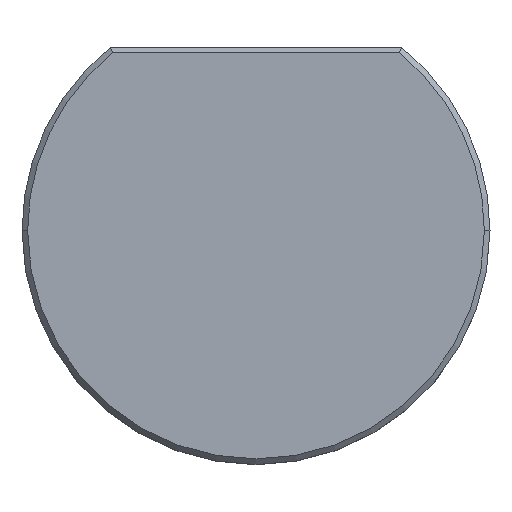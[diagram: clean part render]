
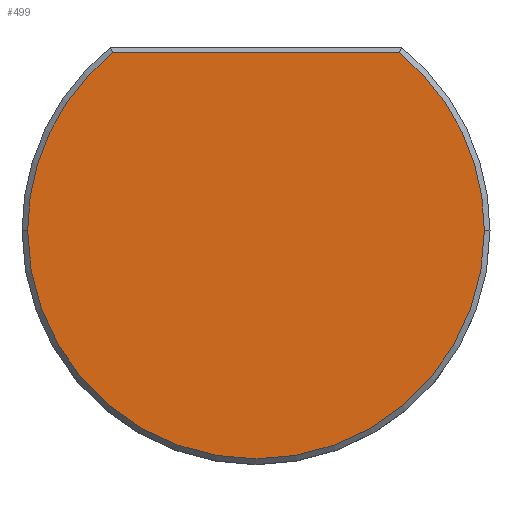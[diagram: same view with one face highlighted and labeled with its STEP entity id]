
A CAD part, top view. The second image highlights one B-rep face of the part: STEP entity #499.
In plain terms, the highlighted planar face has unit normal (0, 0, 1).
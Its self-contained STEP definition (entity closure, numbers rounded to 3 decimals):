
#7 = EDGE_CURVE ( 'NONE', #2370, #2488, #2556, .T. ) ;
#40 = EDGE_CURVE ( 'NONE', #2488, #2403, #2609, .T. ) ;
#51 = AXIS2_PLACEMENT_3D ( 'NONE', #1578, #1592, #1584 ) ;
#98 = AXIS2_PLACEMENT_3D ( 'NONE', #1691, #1656, #1665 ) ;
#99 = AXIS2_PLACEMENT_3D ( 'NONE', #1676, #1735, #1737 ) ;
#226 = AXIS2_PLACEMENT_3D ( 'NONE', #1204, #1201, #1190 ) ;
#261 = EDGE_CURVE ( 'NONE', #2403, #2380, #2629, .T. ) ;
#268 = EDGE_CURVE ( 'NONE', #2380, #2370, #2643, .T. ) ;
#499 = ADVANCED_FACE ( 'NONE', ( #2873 ), #1218, .T. ) ;
#532 = EDGE_LOOP ( 'NONE', ( #833, #781, #739, #828 ) ) ;
#739 = ORIENTED_EDGE ( 'NONE', *, *, #261, .T. ) ;
#781 = ORIENTED_EDGE ( 'NONE', *, *, #40, .T. ) ;
#828 = ORIENTED_EDGE ( 'NONE', *, *, #268, .T. ) ;
#833 = ORIENTED_EDGE ( 'NONE', *, *, #7, .T. ) ;
#1186 = CARTESIAN_POINT ( 'NONE',  ( 40.5, 0., 20. ) ) ;
#1190 = DIRECTION ( 'NONE',  ( 1., 0., 0. ) ) ;
#1201 = DIRECTION ( 'NONE',  ( 0., 0., 1. ) ) ;
#1204 = CARTESIAN_POINT ( 'NONE',  ( 0., 0., 20. ) ) ;
#1216 = CARTESIAN_POINT ( 'NONE',  ( 25.456, 31.5, 20. ) ) ;
#1218 = PLANE ( 'NONE',  #226 ) ;
#1251 = CARTESIAN_POINT ( 'NONE',  ( -40.5, 0., 20. ) ) ;
#1306 = CARTESIAN_POINT ( 'NONE',  ( -25.456, 31.5, 20. ) ) ;
#1514 = DIRECTION ( 'NONE',  ( -1., 0., 0. ) ) ;
#1578 = CARTESIAN_POINT ( 'NONE',  ( 0., 0., 20. ) ) ;
#1584 = DIRECTION ( 'NONE',  ( 1., 0., 0. ) ) ;
#1592 = DIRECTION ( 'NONE',  ( 0., 0., 1. ) ) ;
#1656 = DIRECTION ( 'NONE',  ( 0., 0., 1. ) ) ;
#1665 = DIRECTION ( 'NONE',  ( 1., 0., 0. ) ) ;
#1676 = CARTESIAN_POINT ( 'NONE',  ( 0., 0., 20. ) ) ;
#1691 = CARTESIAN_POINT ( 'NONE',  ( 0., 0., 20. ) ) ;
#1735 = DIRECTION ( 'NONE',  ( 0., 0., 1. ) ) ;
#1737 = DIRECTION ( 'NONE',  ( 1., 0., 0. ) ) ;
#2339 = CARTESIAN_POINT ( 'NONE',  ( -25.807, 31.5, 20. ) ) ;
#2370 = VERTEX_POINT ( 'NONE', #1216 ) ;
#2380 = VERTEX_POINT ( 'NONE', #1186 ) ;
#2403 = VERTEX_POINT ( 'NONE', #1251 ) ;
#2488 = VERTEX_POINT ( 'NONE', #1306 ) ;
#2548 = VECTOR ( 'NONE', #1514, 1000. ) ;
#2556 = LINE ( 'NONE', #2339, #2548 ) ;
#2609 = CIRCLE ( 'NONE', #51, 40.5 ) ;
#2629 = CIRCLE ( 'NONE', #98, 40.5 ) ;
#2643 = CIRCLE ( 'NONE', #99, 40.5 ) ;
#2873 = FACE_OUTER_BOUND ( 'NONE', #532, .T. ) ;
